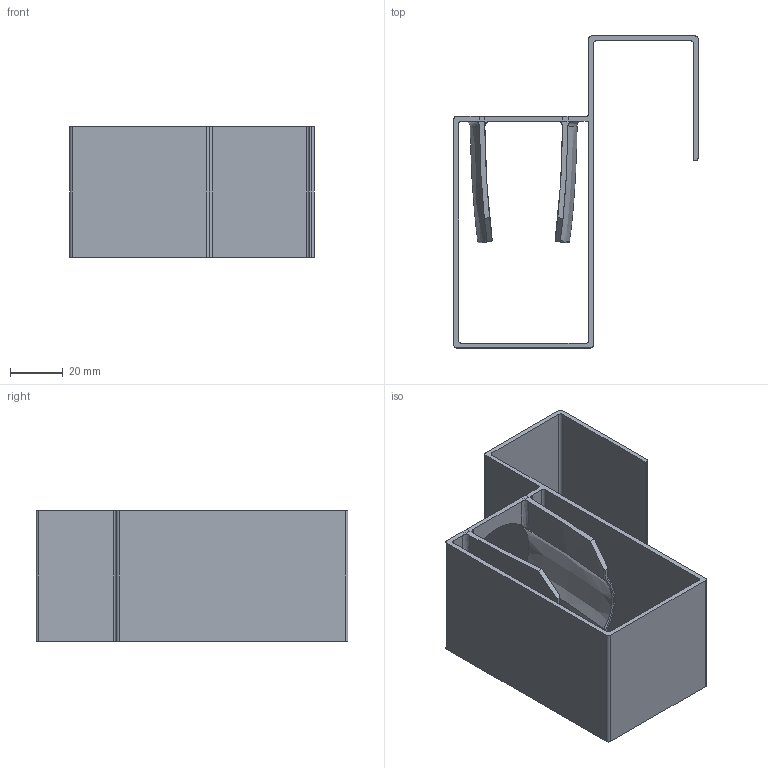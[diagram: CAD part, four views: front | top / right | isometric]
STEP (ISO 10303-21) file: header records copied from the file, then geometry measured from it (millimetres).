
FILE_DESCRIPTION(('FreeCAD Model'),'2;1');
FILE_NAME('Open CASCADE Shape Model','2025-11-02T15:57:14',(''),(''), 'Open CASCADE STEP processor 7.8','FreeCAD','Unknown');
FILE_SCHEMA(('AUTOMOTIVE_DESIGN { 1 0 10303 214 1 1 1 1 }'));
Length unit declared in the file: millimetre
Products named in the file (1): bd-bottle-L
Bounding box: 92.9 x 118.6 x 49.5 mm (x, y, z)
Volume: 41228.2 mm3; surface area: 47116.9 mm2
Topology: 1 solids, 1 shells, 89 faces, 255 edges, 159 vertices
Faces by surface type: plane 40, bspline 34, cylinder 15
Entity records: 10814 total; most frequent: CARTESIAN_POINT 6541, DIRECTION 565, ORIENTED_EDGE 500, PCURVE 500, DEFINITIONAL_REPRESENTATION 500, LINE 377, VECTOR 377, B_SPLINE_CURVE_WITH_KNOTS 295
